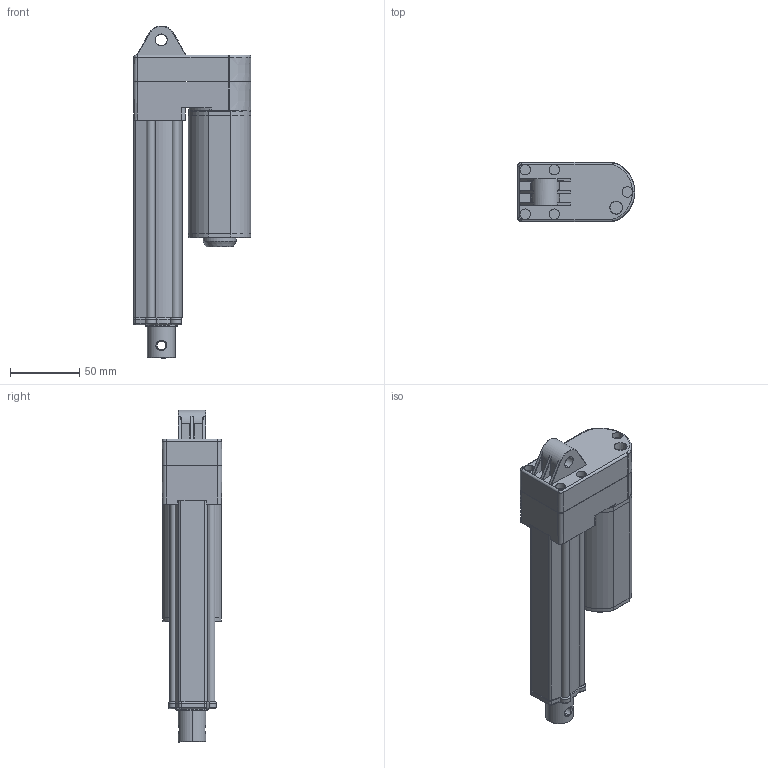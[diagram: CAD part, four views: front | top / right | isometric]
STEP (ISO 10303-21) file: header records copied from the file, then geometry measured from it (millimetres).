
FILE_DESCRIPTION((''),'2;1');
FILE_NAME('ASM0002_ASM','2022-03-23T',('Administrator'),(''),'PRO/ENGINEER BY PARAMETRIC TECHNOLOGY CORPORATION, 2008380','PRO/ENGINEER BY PARAMETRIC TECHNOLOGY CORPORATION, 2008380','');
FILE_SCHEMA(('CONFIG_CONTROL_DESIGN'));
Length unit declared in the file: millimetre
Products named in the file (9): PRT0002; PRT0003; PRT0004; ___TMP__NAME__; ASM0003_ASM; HF-TGA-EWAIKE; HF-TGA-EFENGTOU; HF-TGA-EDINGUAN; ASM0002_ASM
Assembly tree (8 placements, depth 3):
  ASM0002_ASM
    ASM0003_ASM
      PRT0002
      PRT0003
      PRT0004
      ___TMP__NAME__
    HF-TGA-EWAIKE
    HF-TGA-EFENGTOU
    HF-TGA-EDINGUAN
Bounding box: 84.85 x 43 x 239 mm (x, y, z)
Volume: 299956.6 mm3; surface area: 97757.7 mm2
Topology: 6 solids, 7 shells, 277 faces, 696 edges, 436 vertices
Faces by surface type: plane 96, cylinder 94, cone 33, bspline 32, torus 22
Entity records: 9962 total; most frequent: CARTESIAN_POINT 3350, ORIENTED_EDGE 1356, DIRECTION 1318, EDGE_CURVE 688, AXIS2_PLACEMENT_3D 503, VERTEX_POINT 436, VECTOR 312, LINE 312
